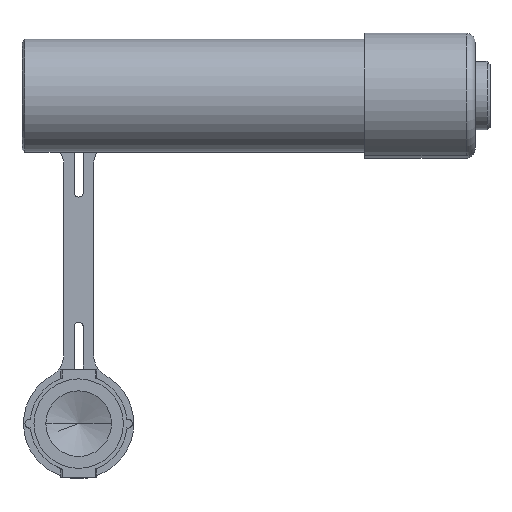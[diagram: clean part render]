
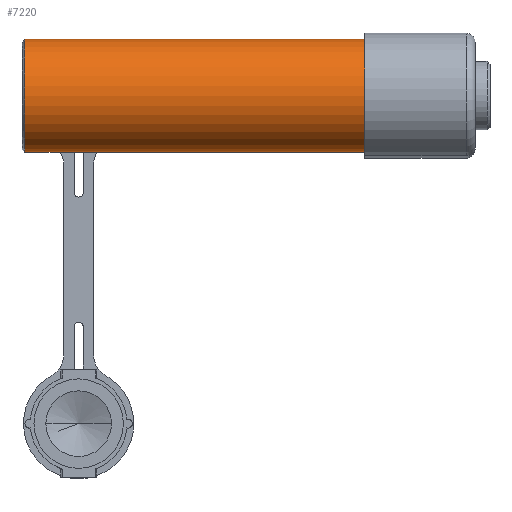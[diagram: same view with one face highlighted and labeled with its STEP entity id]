
A CAD part, front view. The second image highlights one B-rep face of the part: STEP entity #7220.
In plain terms, the highlighted cylindrical face has radius 19 mm (diameter 38 mm), a partial arc.
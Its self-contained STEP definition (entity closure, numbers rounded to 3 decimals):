
#322 = CARTESIAN_POINT ( 'NONE',  ( 0., 0., 0. ) ) ;
#1685 = DIRECTION ( 'NONE',  ( -1., 0., 0. ) ) ;
#1781 = CYLINDRICAL_SURFACE ( 'NONE', #7135, 19. ) ;
#2849 = DIRECTION ( 'NONE',  ( -1., 0., 0. ) ) ;
#2967 = CARTESIAN_POINT ( 'NONE',  ( 1., 0., -19. ) ) ;
#3260 = AXIS2_PLACEMENT_3D ( 'NONE', #8348, #21129, #10175 ) ;
#3288 = CIRCLE ( 'NONE', #3260, 19. ) ;
#4777 = VERTEX_POINT ( 'NONE', #2967 ) ;
#5823 = ORIENTED_EDGE ( 'NONE', *, *, #12196, .T. ) ;
#5869 = EDGE_CURVE ( 'NONE', #18785, #17396, #18167, .T. ) ;
#6013 = CARTESIAN_POINT ( 'NONE',  ( 146.034, 0., 19. ) ) ;
#6668 = DIRECTION ( 'NONE',  ( -1., 0., 0. ) ) ;
#7135 = AXIS2_PLACEMENT_3D ( 'NONE', #322, #7627, #14952 ) ;
#7220 = ADVANCED_FACE ( 'NONE', ( #22909 ), #1781, .T. ) ;
#7546 = VERTEX_POINT ( 'NONE', #11716 ) ;
#7627 = DIRECTION ( 'NONE',  ( -1., 0., 0. ) ) ;
#8343 = LINE ( 'NONE', #21279, #12624 ) ;
#8348 = CARTESIAN_POINT ( 'NONE',  ( 1., 0., 0. ) ) ;
#10175 = DIRECTION ( 'NONE',  ( 0., 0., 1. ) ) ;
#11716 = CARTESIAN_POINT ( 'NONE',  ( 1., 0., 19. ) ) ;
#12196 = EDGE_CURVE ( 'NONE', #17396, #7546, #23387, .T. ) ;
#12624 = VECTOR ( 'NONE', #6668, 1000. ) ;
#13327 = ORIENTED_EDGE ( 'NONE', *, *, #18895, .F. ) ;
#13775 = CARTESIAN_POINT ( 'NONE',  ( 146.034, 0., 0. ) ) ;
#13842 = CARTESIAN_POINT ( 'NONE',  ( 146.034, 0., -19. ) ) ;
#14952 = DIRECTION ( 'NONE',  ( 0., 0., 1. ) ) ;
#15478 = ORIENTED_EDGE ( 'NONE', *, *, #5869, .T. ) ;
#15601 = DIRECTION ( 'NONE',  ( 0., 0., 1. ) ) ;
#15785 = EDGE_CURVE ( 'NONE', #4777, #7546, #3288, .T. ) ;
#16539 = ORIENTED_EDGE ( 'NONE', *, *, #15785, .F. ) ;
#17396 = VERTEX_POINT ( 'NONE', #6013 ) ;
#18167 = CIRCLE ( 'NONE', #20876, 19. ) ;
#18543 = VECTOR ( 'NONE', #1685, 1000. ) ;
#18785 = VERTEX_POINT ( 'NONE', #13842 ) ;
#18895 = EDGE_CURVE ( 'NONE', #18785, #4777, #8343, .T. ) ;
#20876 = AXIS2_PLACEMENT_3D ( 'NONE', #13775, #2849, #15601 ) ;
#21129 = DIRECTION ( 'NONE',  ( -1., 0., 0. ) ) ;
#21279 = CARTESIAN_POINT ( 'NONE',  ( 0., 0., -19. ) ) ;
#21624 = CARTESIAN_POINT ( 'NONE',  ( 0., 0., 19. ) ) ;
#22909 = FACE_OUTER_BOUND ( 'NONE', #23649, .T. ) ;
#23387 = LINE ( 'NONE', #21624, #18543 ) ;
#23649 = EDGE_LOOP ( 'NONE', ( #13327, #15478, #5823, #16539 ) ) ;
